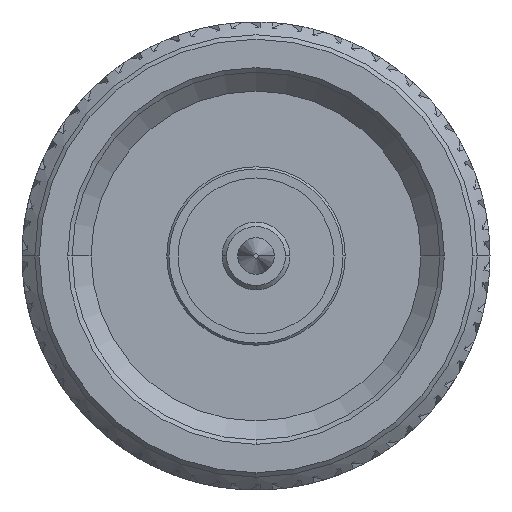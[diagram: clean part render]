
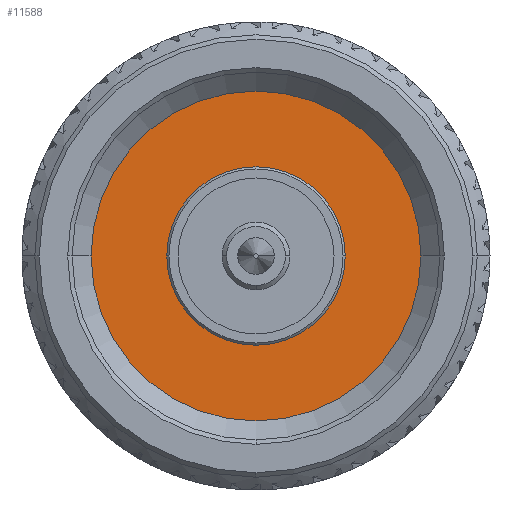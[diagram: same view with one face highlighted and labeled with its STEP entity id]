
A CAD part, left-side view. The second image highlights one B-rep face of the part: STEP entity #11588.
In plain terms, the highlighted planar face has unit normal (-1, 0, 0).
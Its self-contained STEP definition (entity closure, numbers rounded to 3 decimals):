
#5987 = DIRECTION ( 'NONE',  ( 0., 1., 0. ) ) ;
#6544 = VERTEX_POINT ( 'NONE', #36257 ) ;
#8932 = EDGE_CURVE ( 'NONE', #10121, #6544, #52959, .T. ) ;
#9370 = CIRCLE ( 'NONE', #82305, 4.005 ) ;
#10121 = VERTEX_POINT ( 'NONE', #63127 ) ;
#11588 = ADVANCED_FACE ( 'NONE', ( #27824, #83636 ), #11918, .T. ) ;
#11918 = PLANE ( 'NONE',  #17626 ) ;
#12625 = VERTEX_POINT ( 'NONE', #97720 ) ;
#15181 = DIRECTION ( 'NONE',  ( 0., 1., 0. ) ) ;
#15536 = EDGE_CURVE ( 'NONE', #10121, #6544, #9370, .T. ) ;
#17626 = AXIS2_PLACEMENT_3D ( 'NONE', #43703, #18823, #44229 ) ;
#18823 = DIRECTION ( 'NONE',  ( -1., 0., 0. ) ) ;
#20193 = CARTESIAN_POINT ( 'NONE',  ( 11.5, 0., 0. ) ) ;
#23431 = DIRECTION ( 'NONE',  ( -1., 0., 0. ) ) ;
#24742 = AXIS2_PLACEMENT_3D ( 'NONE', #82994, #73432, #15181 ) ;
#27824 = FACE_BOUND ( 'NONE', #61179, .T. ) ;
#30335 = CARTESIAN_POINT ( 'NONE',  ( 11.5, 0., 0. ) ) ;
#31033 = ORIENTED_EDGE ( 'NONE', *, *, #15536, .F. ) ;
#36257 = CARTESIAN_POINT ( 'NONE',  ( 11.5, -4.005, 0. ) ) ;
#37733 = AXIS2_PLACEMENT_3D ( 'NONE', #20193, #52508, #41016 ) ;
#39499 = DIRECTION ( 'NONE',  ( 0., 1., 0. ) ) ;
#41016 = DIRECTION ( 'NONE',  ( 0., 1., 0. ) ) ;
#43703 = CARTESIAN_POINT ( 'NONE',  ( 11.5, 0., 0. ) ) ;
#44229 = DIRECTION ( 'NONE',  ( 0., 0., 1. ) ) ;
#44809 = CARTESIAN_POINT ( 'NONE',  ( 11.5, -8.75, 0. ) ) ;
#46239 = AXIS2_PLACEMENT_3D ( 'NONE', #30335, #23431, #5987 ) ;
#52508 = DIRECTION ( 'NONE',  ( 1., 0., 0. ) ) ;
#52959 = CIRCLE ( 'NONE', #37733, 4.005 ) ;
#61179 = EDGE_LOOP ( 'NONE', ( #31033, #78429 ) ) ;
#62358 = CARTESIAN_POINT ( 'NONE',  ( 11.5, 0., 0. ) ) ;
#63127 = CARTESIAN_POINT ( 'NONE',  ( 11.5, 4.005, 0. ) ) ;
#65045 = EDGE_CURVE ( 'NONE', #12625, #97503, #73881, .T. ) ;
#66687 = CIRCLE ( 'NONE', #46239, 8.75 ) ;
#69187 = ORIENTED_EDGE ( 'NONE', *, *, #65045, .F. ) ;
#73432 = DIRECTION ( 'NONE',  ( 1., 0., 0. ) ) ;
#73881 = CIRCLE ( 'NONE', #24742, 8.75 ) ;
#74978 = ORIENTED_EDGE ( 'NONE', *, *, #102738, .T. ) ;
#78429 = ORIENTED_EDGE ( 'NONE', *, *, #8932, .T. ) ;
#82305 = AXIS2_PLACEMENT_3D ( 'NONE', #62358, #86863, #39499 ) ;
#82994 = CARTESIAN_POINT ( 'NONE',  ( 11.5, 0., 0. ) ) ;
#83636 = FACE_OUTER_BOUND ( 'NONE', #87766, .T. ) ;
#86863 = DIRECTION ( 'NONE',  ( -1., 0., 0. ) ) ;
#87766 = EDGE_LOOP ( 'NONE', ( #69187, #74978 ) ) ;
#97503 = VERTEX_POINT ( 'NONE', #44809 ) ;
#97720 = CARTESIAN_POINT ( 'NONE',  ( 11.5, 8.75, 0. ) ) ;
#102738 = EDGE_CURVE ( 'NONE', #12625, #97503, #66687, .T. ) ;
